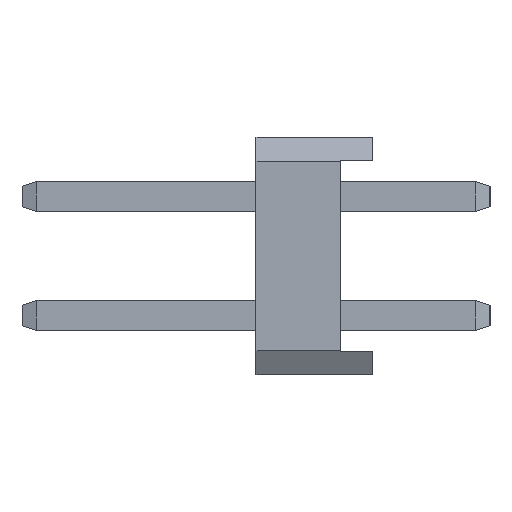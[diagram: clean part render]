
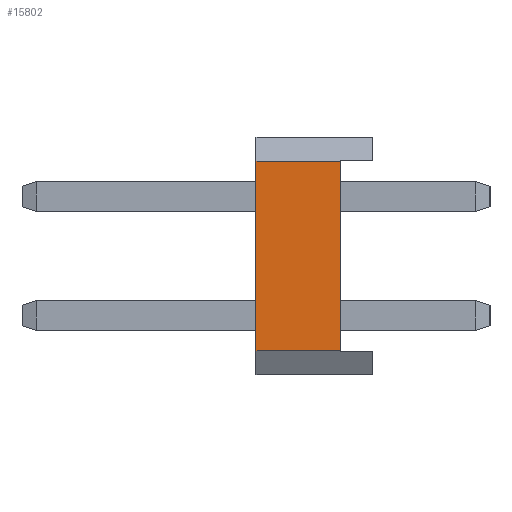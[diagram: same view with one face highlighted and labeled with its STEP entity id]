
A CAD part, left-side view. The second image highlights one B-rep face of the part: STEP entity #15802.
In plain terms, the highlighted planar face has unit normal (-1, 0, 0).
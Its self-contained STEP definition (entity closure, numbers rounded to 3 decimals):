
#2489=DIRECTION('',(0.,0.,1.));
#2490=VECTOR('',#2489,4.041);
#2491=CARTESIAN_POINT('',(-25.4,2.5,-2.02));
#2492=LINE('',#2491,#2490);
#3693=DIRECTION('',(0.,1.,0.));
#3694=VECTOR('',#3693,1.8);
#3695=CARTESIAN_POINT('',(-25.4,0.7,-2.02));
#3696=LINE('',#3695,#3694);
#3697=DIRECTION('',(0.,1.,0.));
#3698=VECTOR('',#3697,1.8);
#3699=CARTESIAN_POINT('',(-25.4,0.7,2.02));
#3700=LINE('',#3699,#3698);
#3701=DIRECTION('',(0.,0.,1.));
#3702=VECTOR('',#3701,4.041);
#3703=CARTESIAN_POINT('',(-25.4,0.7,-2.02));
#3704=LINE('',#3703,#3702);
#9713=CARTESIAN_POINT('',(-25.4,2.5,-2.02));
#9715=VERTEX_POINT('',#9713);
#9718=CARTESIAN_POINT('',(-25.4,2.5,2.02));
#9720=VERTEX_POINT('',#9718);
#9725=CARTESIAN_POINT('',(-25.4,0.7,-2.02));
#9726=VERTEX_POINT('',#9725);
#9727=CARTESIAN_POINT('',(-25.4,0.7,2.02));
#9728=VERTEX_POINT('',#9727);
#15791=CARTESIAN_POINT('',(-25.4,0.,-2.54));
#15792=DIRECTION('',(-1.,0.,0.));
#15793=DIRECTION('',(0.,0.,1.));
#15794=AXIS2_PLACEMENT_3D('',#15791,#15792,#15793);
#15795=PLANE('',#15794);
#15796=ORIENTED_EDGE('',*,*,#13466,.T.);
#15797=ORIENTED_EDGE('',*,*,#13697,.T.);
#15798=ORIENTED_EDGE('',*,*,#15784,.F.);
#15799=ORIENTED_EDGE('',*,*,#12834,.F.);
#15800=EDGE_LOOP('',(#15796,#15797,#15798,#15799));
#15801=FACE_OUTER_BOUND('',#15800,.F.);
#12834=EDGE_CURVE('',#9726,#9728,#3704,.T.);
#13466=EDGE_CURVE('',#9726,#9715,#3696,.T.);
#13697=EDGE_CURVE('',#9715,#9720,#2492,.T.);
#15784=EDGE_CURVE('',#9728,#9720,#3700,.T.);
#15802=ADVANCED_FACE('',(#15801),#15795,.T.);
